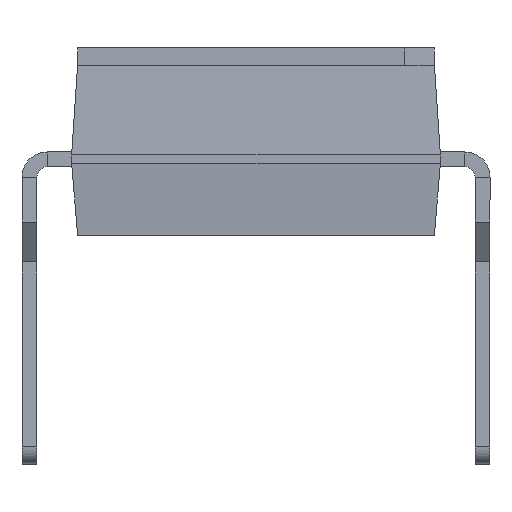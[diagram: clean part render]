
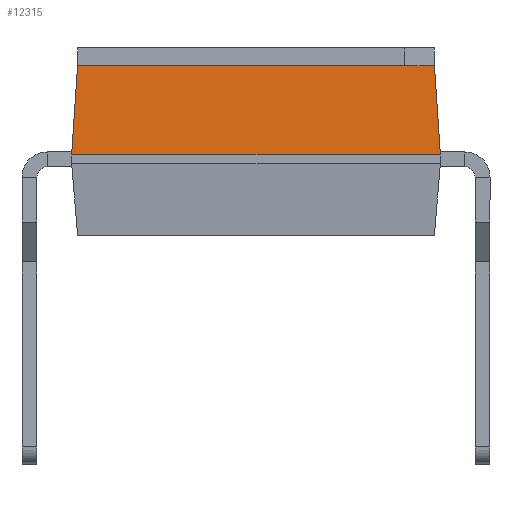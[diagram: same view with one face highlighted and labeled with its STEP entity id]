
A CAD part, left-side view. The second image highlights one B-rep face of the part: STEP entity #12315.
In plain terms, the highlighted planar face has unit normal (-0.998, 0, 0.067).
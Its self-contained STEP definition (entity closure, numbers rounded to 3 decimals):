
#284 = VECTOR ( 'NONE', #14072, 1000. ) ;
#476 = ORIENTED_EDGE ( 'NONE', *, *, #6961, .F. ) ;
#742 = DIRECTION ( 'NONE',  ( 0.066, -0.066, 0.996 ) ) ;
#1571 = CARTESIAN_POINT ( 'NONE',  ( -1.27, -3.1, 1.8 ) ) ;
#1734 = PLANE ( 'NONE',  #18683 ) ;
#1916 = VECTOR ( 'NONE', #10902, 1000. ) ;
#2072 = VERTEX_POINT ( 'NONE', #1571 ) ;
#2238 = VECTOR ( 'NONE', #742, 1000. ) ;
#3323 = VECTOR ( 'NONE', #5585, 1000. ) ;
#4283 = DIRECTION ( 'NONE',  ( 0., -1., 0. ) ) ;
#4563 = CARTESIAN_POINT ( 'NONE',  ( -1.17, -3., 3.3 ) ) ;
#5189 = CARTESIAN_POINT ( 'NONE',  ( -1.17, -3.1, 3.3 ) ) ;
#5585 = DIRECTION ( 'NONE',  ( 0., 1., 0. ) ) ;
#6412 = EDGE_CURVE ( 'NONE', #2072, #12479, #15433, .T. ) ;
#6961 = EDGE_CURVE ( 'NONE', #13252, #12479, #15416, .T. ) ;
#7223 = CARTESIAN_POINT ( 'NONE',  ( -1.17, 3., 3.3 ) ) ;
#7314 = EDGE_CURVE ( 'NONE', #8594, #13252, #11518, .T. ) ;
#8358 = DIRECTION ( 'NONE',  ( -0.998, 0., 0.067 ) ) ;
#8594 = VERTEX_POINT ( 'NONE', #15159 ) ;
#8689 = EDGE_CURVE ( 'NONE', #2072, #13820, #10060, .T. ) ;
#8981 = ORIENTED_EDGE ( 'NONE', *, *, #8689, .F. ) ;
#9356 = FACE_OUTER_BOUND ( 'NONE', #18331, .T. ) ;
#9685 = CARTESIAN_POINT ( 'NONE',  ( -1.157, 2.987, 3.498 ) ) ;
#10060 = LINE ( 'NONE', #17391, #3323 ) ;
#10902 = DIRECTION ( 'NONE',  ( 0.066, 0.066, 0.996 ) ) ;
#10941 = CARTESIAN_POINT ( 'NONE',  ( -1.17, 0., 3.3 ) ) ;
#11518 = LINE ( 'NONE', #7223, #17364 ) ;
#11821 = ORIENTED_EDGE ( 'NONE', *, *, #12583, .F. ) ;
#12315 = ADVANCED_FACE ( 'NONE', ( #9356 ), #1734, .T. ) ;
#12479 = VERTEX_POINT ( 'NONE', #4563 ) ;
#12583 = EDGE_CURVE ( 'NONE', #13820, #8594, #18364, .T. ) ;
#13252 = VERTEX_POINT ( 'NONE', #13441 ) ;
#13441 = CARTESIAN_POINT ( 'NONE',  ( -1.17, -2.5, 3.3 ) ) ;
#13820 = VERTEX_POINT ( 'NONE', #14830 ) ;
#14072 = DIRECTION ( 'NONE',  ( 0., -1., 0. ) ) ;
#14513 = ORIENTED_EDGE ( 'NONE', *, *, #7314, .F. ) ;
#14830 = CARTESIAN_POINT ( 'NONE',  ( -1.27, 3.1, 1.8 ) ) ;
#15159 = CARTESIAN_POINT ( 'NONE',  ( -1.17, 3., 3.3 ) ) ;
#15251 = CARTESIAN_POINT ( 'NONE',  ( -1.157, -2.987, 3.498 ) ) ;
#15416 = LINE ( 'NONE', #5189, #284 ) ;
#15433 = LINE ( 'NONE', #15251, #1916 ) ;
#15668 = DIRECTION ( 'NONE',  ( 0., 1., 0. ) ) ;
#17364 = VECTOR ( 'NONE', #4283, 1000. ) ;
#17391 = CARTESIAN_POINT ( 'NONE',  ( -1.27, 3.1, 1.8 ) ) ;
#17868 = ORIENTED_EDGE ( 'NONE', *, *, #6412, .T. ) ;
#18331 = EDGE_LOOP ( 'NONE', ( #476, #14513, #11821, #8981, #17868 ) ) ;
#18364 = LINE ( 'NONE', #9685, #2238 ) ;
#18683 = AXIS2_PLACEMENT_3D ( 'NONE', #10941, #8358, #15668 ) ;
